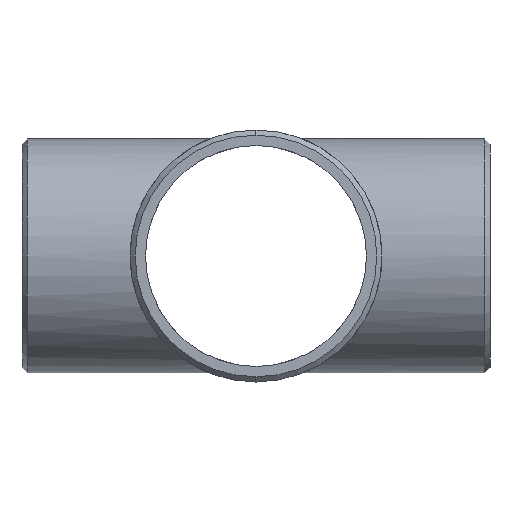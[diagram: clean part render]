
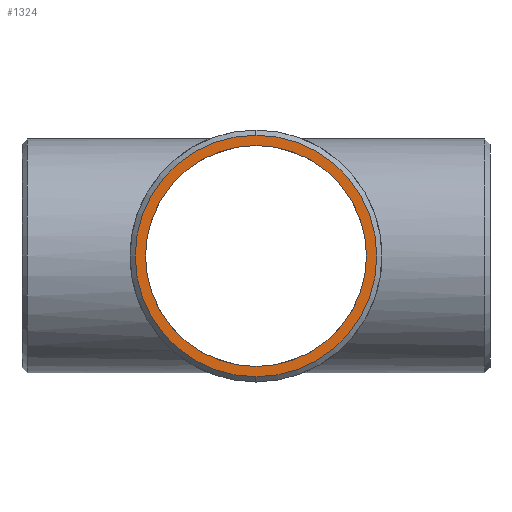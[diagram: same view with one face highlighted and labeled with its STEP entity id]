
A CAD part, left-side view. The second image highlights one B-rep face of the part: STEP entity #1324.
In plain terms, the highlighted planar face has unit normal (-1, 0, 0).
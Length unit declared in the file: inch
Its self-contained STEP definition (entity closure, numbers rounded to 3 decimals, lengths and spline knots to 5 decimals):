
#3 = CIRCLE ( 'NONE', #421, 1.678 ) ;
#11 = FACE_BOUND ( 'NONE', #626, .T. ) ;
#24 = AXIS2_PLACEMENT_3D ( 'NONE', #69, #74, #1044 ) ;
#62 = VERTEX_POINT ( 'NONE', #667 ) ;
#65 = CARTESIAN_POINT ( 'NONE',  ( -3.38, 0., 0. ) ) ;
#69 = CARTESIAN_POINT ( 'NONE',  ( -3.38, 0., 0. ) ) ;
#74 = DIRECTION ( 'NONE',  ( 1., 0., 0. ) ) ;
#106 = FACE_OUTER_BOUND ( 'NONE', #1084, .T. ) ;
#128 = DIRECTION ( 'NONE',  ( 0., 0., -1. ) ) ;
#238 = DIRECTION ( 'NONE',  ( 0., 0., 1. ) ) ;
#248 = CARTESIAN_POINT ( 'NONE',  ( -3.38, 0., -1.678 ) ) ;
#309 = AXIS2_PLACEMENT_3D ( 'NONE', #546, #323, #765 ) ;
#323 = DIRECTION ( 'NONE',  ( 1., 0., 0. ) ) ;
#341 = PLANE ( 'NONE',  #1066 ) ;
#385 = EDGE_CURVE ( 'NONE', #1360, #1322, #758, .T. ) ;
#421 = AXIS2_PLACEMENT_3D ( 'NONE', #65, #1260, #820 ) ;
#503 = CIRCLE ( 'NONE', #24, 1.534 ) ;
#533 = EDGE_CURVE ( 'NONE', #1038, #62, #503, .T. ) ;
#546 = CARTESIAN_POINT ( 'NONE',  ( -3.38, 0., 0. ) ) ;
#560 = ORIENTED_EDGE ( 'NONE', *, *, #385, .T. ) ;
#610 = EDGE_CURVE ( 'NONE', #1322, #1360, #3, .T. ) ;
#618 = ORIENTED_EDGE ( 'NONE', *, *, #1332, .T. ) ;
#626 = EDGE_LOOP ( 'NONE', ( #618, #1113 ) ) ;
#650 = CARTESIAN_POINT ( 'NONE',  ( -3.38, 0., 0. ) ) ;
#655 = ORIENTED_EDGE ( 'NONE', *, *, #610, .T. ) ;
#667 = CARTESIAN_POINT ( 'NONE',  ( -3.38, 0., 1.534 ) ) ;
#755 = CARTESIAN_POINT ( 'NONE',  ( -3.38, 0., -1.534 ) ) ;
#758 = CIRCLE ( 'NONE', #829, 1.678 ) ;
#765 = DIRECTION ( 'NONE',  ( 0., 0., 1. ) ) ;
#820 = DIRECTION ( 'NONE',  ( 0., 0., 1. ) ) ;
#829 = AXIS2_PLACEMENT_3D ( 'NONE', #1191, #1087, #238 ) ;
#959 = CARTESIAN_POINT ( 'NONE',  ( -3.38, 0., 1.678 ) ) ;
#1038 = VERTEX_POINT ( 'NONE', #755 ) ;
#1044 = DIRECTION ( 'NONE',  ( 0., 0., 1. ) ) ;
#1066 = AXIS2_PLACEMENT_3D ( 'NONE', #650, #1281, #128 ) ;
#1084 = EDGE_LOOP ( 'NONE', ( #560, #655 ) ) ;
#1087 = DIRECTION ( 'NONE',  ( -1., 0., 0. ) ) ;
#1113 = ORIENTED_EDGE ( 'NONE', *, *, #533, .T. ) ;
#1191 = CARTESIAN_POINT ( 'NONE',  ( -3.38, 0., 0. ) ) ;
#1237 = CIRCLE ( 'NONE', #309, 1.534 ) ;
#1260 = DIRECTION ( 'NONE',  ( -1., 0., 0. ) ) ;
#1281 = DIRECTION ( 'NONE',  ( -1., 0., 0. ) ) ;
#1322 = VERTEX_POINT ( 'NONE', #959 ) ;
#1324 = ADVANCED_FACE ( 'NONE', ( #106, #11 ), #341, .T. ) ;
#1332 = EDGE_CURVE ( 'NONE', #62, #1038, #1237, .T. ) ;
#1360 = VERTEX_POINT ( 'NONE', #248 ) ;
